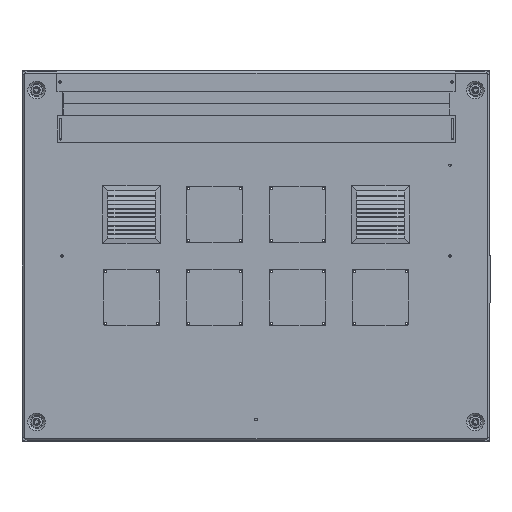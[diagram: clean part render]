
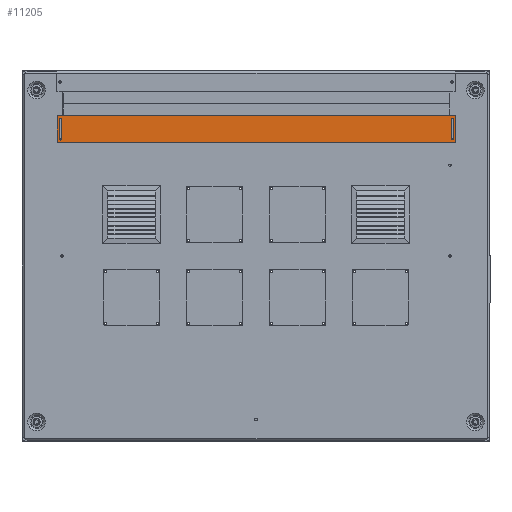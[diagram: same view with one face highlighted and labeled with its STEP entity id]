
A CAD part, top view. The second image highlights one B-rep face of the part: STEP entity #11205.
In plain terms, the highlighted planar face has unit normal (0, 0, 1).
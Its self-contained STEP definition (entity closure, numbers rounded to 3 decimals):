
#405=FACE_BOUND('',#1824,.T.);
#406=FACE_BOUND('',#1825,.T.);
#603=PLANE('',#12301);
#1084=FACE_OUTER_BOUND('',#1823,.T.);
#1823=EDGE_LOOP('',(#8478,#8479,#8480,#8481,#8482,#8483,#8484,#8485));
#1824=EDGE_LOOP('',(#8486,#8487,#8488,#8489));
#1825=EDGE_LOOP('',(#8490,#8491,#8492,#8493));
#2579=LINE('',#17147,#3706);
#2586=LINE('',#17169,#3713);
#2590=LINE('',#17179,#3717);
#2594=LINE('',#17193,#3721);
#2598=LINE('',#17203,#3725);
#2602=LINE('',#17211,#3729);
#2611=LINE('',#17230,#3738);
#2619=LINE('',#17246,#3746);
#2620=LINE('',#17248,#3747);
#2621=LINE('',#17250,#3748);
#2622=LINE('',#17252,#3749);
#2623=LINE('',#17253,#3750);
#3706=VECTOR('',#13900,10.);
#3713=VECTOR('',#13921,10.);
#3717=VECTOR('',#13933,10.);
#3721=VECTOR('',#13945,10.);
#3725=VECTOR('',#13957,10.);
#3729=VECTOR('',#13963,10.);
#3738=VECTOR('',#13978,10.);
#3746=VECTOR('',#13992,10.);
#3747=VECTOR('',#13993,10.);
#3748=VECTOR('',#13994,10.);
#3749=VECTOR('',#13995,10.);
#3750=VECTOR('',#13996,10.);
#4717=CIRCLE('',#12281,3.1);
#4719=CIRCLE('',#12285,3.1);
#4721=CIRCLE('',#12289,3.1);
#4723=CIRCLE('',#12293,3.1);
#5240=VERTEX_POINT('',#17139);
#5242=VERTEX_POINT('',#17145);
#5247=VERTEX_POINT('',#17160);
#5248=VERTEX_POINT('',#17162);
#5250=VERTEX_POINT('',#17168);
#5252=VERTEX_POINT('',#17174);
#5255=VERTEX_POINT('',#17184);
#5256=VERTEX_POINT('',#17186);
#5258=VERTEX_POINT('',#17192);
#5260=VERTEX_POINT('',#17198);
#5263=VERTEX_POINT('',#17209);
#5270=VERTEX_POINT('',#17229);
#5275=VERTEX_POINT('',#17245);
#5276=VERTEX_POINT('',#17247);
#5277=VERTEX_POINT('',#17249);
#5278=VERTEX_POINT('',#17251);
#6410=EDGE_CURVE('',#5240,#5242,#2579,.T.);
#6417=EDGE_CURVE('',#5248,#5247,#4717,.T.);
#6420=EDGE_CURVE('',#5250,#5248,#2586,.T.);
#6423=EDGE_CURVE('',#5252,#5250,#4719,.T.);
#6426=EDGE_CURVE('',#5247,#5252,#2590,.T.);
#6429=EDGE_CURVE('',#5256,#5255,#4721,.T.);
#6432=EDGE_CURVE('',#5258,#5256,#2594,.T.);
#6435=EDGE_CURVE('',#5260,#5258,#4723,.T.);
#6438=EDGE_CURVE('',#5255,#5260,#2598,.T.);
#6442=EDGE_CURVE('',#5263,#5242,#2602,.T.);
#6451=EDGE_CURVE('',#5240,#5270,#2611,.T.);
#6459=EDGE_CURVE('',#5275,#5263,#2619,.T.);
#6460=EDGE_CURVE('',#5275,#5276,#2620,.T.);
#6461=EDGE_CURVE('',#5276,#5277,#2621,.T.);
#6462=EDGE_CURVE('',#5278,#5277,#2622,.T.);
#6463=EDGE_CURVE('',#5270,#5278,#2623,.T.);
#8478=ORIENTED_EDGE('',*,*,#6410,.T.);
#8479=ORIENTED_EDGE('',*,*,#6442,.F.);
#8480=ORIENTED_EDGE('',*,*,#6459,.F.);
#8481=ORIENTED_EDGE('',*,*,#6460,.T.);
#8482=ORIENTED_EDGE('',*,*,#6461,.T.);
#8483=ORIENTED_EDGE('',*,*,#6462,.F.);
#8484=ORIENTED_EDGE('',*,*,#6463,.F.);
#8485=ORIENTED_EDGE('',*,*,#6451,.F.);
#8486=ORIENTED_EDGE('',*,*,#6417,.T.);
#8487=ORIENTED_EDGE('',*,*,#6426,.T.);
#8488=ORIENTED_EDGE('',*,*,#6423,.T.);
#8489=ORIENTED_EDGE('',*,*,#6420,.T.);
#8490=ORIENTED_EDGE('',*,*,#6429,.T.);
#8491=ORIENTED_EDGE('',*,*,#6438,.T.);
#8492=ORIENTED_EDGE('',*,*,#6435,.T.);
#8493=ORIENTED_EDGE('',*,*,#6432,.T.);
#11205=ADVANCED_FACE('',(#1084,#405,#406),#603,.T.);
#12281=AXIS2_PLACEMENT_3D('',#17163,#13915,#13916);
#12285=AXIS2_PLACEMENT_3D('',#17175,#13927,#13928);
#12289=AXIS2_PLACEMENT_3D('',#17187,#13939,#13940);
#12293=AXIS2_PLACEMENT_3D('',#17199,#13951,#13952);
#12301=AXIS2_PLACEMENT_3D('',#17244,#13990,#13991);
#13900=DIRECTION('',(-1.,0.,0.));
#13915=DIRECTION('center_axis',(0.,0.,-1.));
#13916=DIRECTION('ref_axis',(1.,0.,0.));
#13921=DIRECTION('',(0.,1.,0.));
#13927=DIRECTION('center_axis',(0.,0.,-1.));
#13928=DIRECTION('ref_axis',(-1.,0.,0.));
#13933=DIRECTION('',(0.,-1.,0.));
#13939=DIRECTION('center_axis',(0.,0.,-1.));
#13940=DIRECTION('ref_axis',(1.,0.,0.));
#13945=DIRECTION('',(0.,1.,0.));
#13951=DIRECTION('center_axis',(0.,0.,-1.));
#13952=DIRECTION('ref_axis',(-1.,0.,0.));
#13957=DIRECTION('',(0.,-1.,0.));
#13963=DIRECTION('',(0.,1.,0.));
#13978=DIRECTION('',(0.,-1.,0.));
#13990=DIRECTION('center_axis',(0.,0.,1.));
#13991=DIRECTION('ref_axis',(1.,0.,0.));
#13992=DIRECTION('',(-1.,0.,0.));
#13993=DIRECTION('',(0.,-1.,0.));
#13994=DIRECTION('',(1.,0.,0.));
#13995=DIRECTION('',(0.,-1.,0.));
#13996=DIRECTION('',(-1.,0.,0.));
#17139=CARTESIAN_POINT('',(510.,33.5,1.5));
#17145=CARTESIAN_POINT('',(-510.,33.5,1.5));
#17147=CARTESIAN_POINT('',(-127.5,33.5,1.5));
#17160=CARTESIAN_POINT('',(-499.4,23.9,1.5));
#17162=CARTESIAN_POINT('',(-505.6,23.9,1.5));
#17163=CARTESIAN_POINT('Origin',(-502.5,23.9,1.5));
#17168=CARTESIAN_POINT('',(-505.6,-24.9,1.5));
#17169=CARTESIAN_POINT('',(-505.6,11.95,1.5));
#17174=CARTESIAN_POINT('',(-499.4,-24.9,1.5));
#17175=CARTESIAN_POINT('Origin',(-502.5,-24.9,1.5));
#17179=CARTESIAN_POINT('',(-499.4,-12.45,1.5));
#17184=CARTESIAN_POINT('',(505.6,24.4,1.5));
#17186=CARTESIAN_POINT('',(499.4,24.4,1.5));
#17187=CARTESIAN_POINT('Origin',(502.5,24.4,1.5));
#17192=CARTESIAN_POINT('',(499.4,-24.4,1.5));
#17193=CARTESIAN_POINT('',(499.4,12.2,1.5));
#17198=CARTESIAN_POINT('',(505.6,-24.4,1.5));
#17199=CARTESIAN_POINT('Origin',(502.5,-24.4,1.5));
#17203=CARTESIAN_POINT('',(505.6,-12.2,1.5));
#17209=CARTESIAN_POINT('',(-510.,-35.,1.5));
#17211=CARTESIAN_POINT('',(-510.,35.,1.5));
#17229=CARTESIAN_POINT('',(510.,-35.,1.5));
#17230=CARTESIAN_POINT('',(510.,-35.,1.5));
#17244=CARTESIAN_POINT('Origin',(-255.,0.,1.5));
#17245=CARTESIAN_POINT('',(-494.,-35.,1.5));
#17246=CARTESIAN_POINT('',(-510.,-35.,1.5));
#17247=CARTESIAN_POINT('',(-494.,-35.5,1.5));
#17248=CARTESIAN_POINT('',(-494.,-35.,1.5));
#17249=CARTESIAN_POINT('',(494.,-35.5,1.5));
#17250=CARTESIAN_POINT('',(-127.5,-35.5,1.5));
#17251=CARTESIAN_POINT('',(494.,-35.,1.5));
#17252=CARTESIAN_POINT('',(494.,-35.,1.5));
#17253=CARTESIAN_POINT('',(-510.,-35.,1.5));
